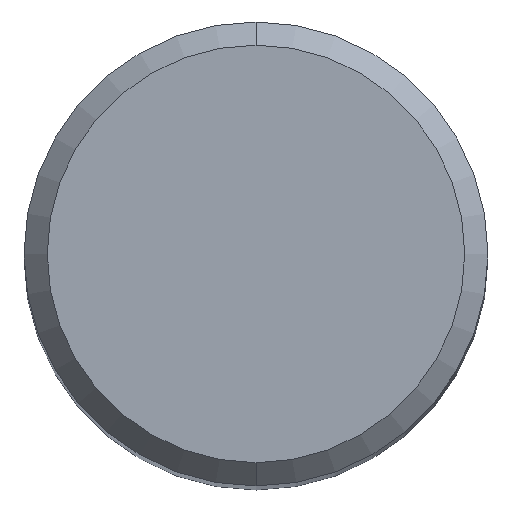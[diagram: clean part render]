
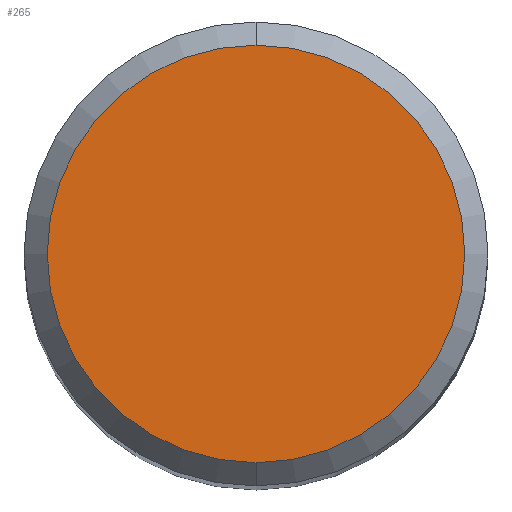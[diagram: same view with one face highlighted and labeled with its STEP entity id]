
A CAD part, top view. The second image highlights one B-rep face of the part: STEP entity #265.
In plain terms, the highlighted planar face has unit normal (0, 0, 1).
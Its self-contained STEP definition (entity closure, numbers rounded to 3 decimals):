
#245=VERTEX_POINT('',#555);
#265=ADVANCED_FACE('',(#575),#576,.T.);
#293=VERTEX_POINT('',#610);
#315=EDGE_CURVE('',#245,#293,#633,.T.);
#439=EDGE_CURVE('',#293,#245,#771,.T.);
#555=CARTESIAN_POINT('',(0.0,4.5,0.0));
#575=FACE_OUTER_BOUND('',#1018,.T.);
#576=PLANE('',#1019);
#610=CARTESIAN_POINT('',(0.,-4.5,0.0));
#633=CIRCLE('',#1117,4.5);
#771=CIRCLE('',#1424,4.5);
#1018=EDGE_LOOP('',(#1540,#1541));
#1019=AXIS2_PLACEMENT_3D('',#1542,#1543,#1544);
#1117=AXIS2_PLACEMENT_3D('',#1622,#1623,#1624);
#1424=AXIS2_PLACEMENT_3D('',#1789,#1790,#1791);
#1540=ORIENTED_EDGE('',*,*,#315,.F.);
#1541=ORIENTED_EDGE('',*,*,#439,.F.);
#1542=CARTESIAN_POINT('',(0.0,2.25,0.0));
#1543=DIRECTION('',(-0.0,0.0,1.0));
#1544=DIRECTION('',(0.0,-1.0,0.0));
#1622=CARTESIAN_POINT('',(0.0,0.0,0.0));
#1623=DIRECTION('',(0.0,0.0,-1.0));
#1624=DIRECTION('',(0.0,1.0,0.0));
#1789=CARTESIAN_POINT('',(0.0,0.0,0.0));
#1790=DIRECTION('',(0.0,0.0,-1.0));
#1791=DIRECTION('',(0.0,1.0,0.0));
